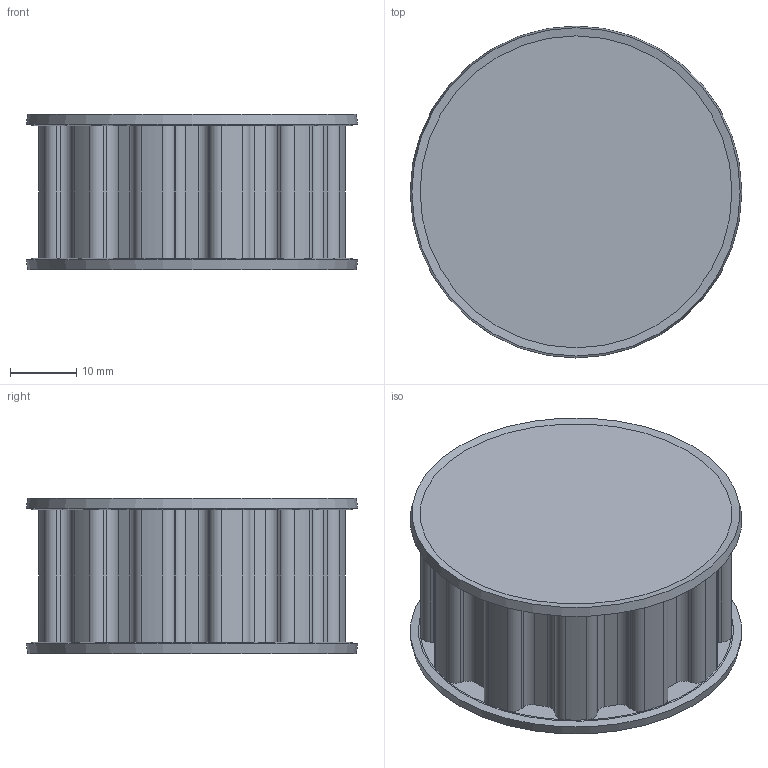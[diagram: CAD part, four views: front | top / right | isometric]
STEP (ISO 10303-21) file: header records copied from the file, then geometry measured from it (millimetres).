
FILE_DESCRIPTION( ('This file contains a STEP AP42 implementation' ,'as created by ZW3D STEP Interface translator.' ,'') ,'2;1' );
FILE_NAME( '肮祭々湍謫11.ipt.stp' ,'251027.114733', (''), ('ZWCAD Software Co.'), 'Version 1.0', 'ZW3D to STEP translator', '' );
FILE_SCHEMA(('AUTOMOTIVE_DESIGN { 1 0 10303 214 1 1 1 1 }'));
Length unit declared in the file: millimetre
Products named in the file (1): 0
Bounding box: 50.14 x 50.14 x 23.44 mm (x, y, z)
Volume: 36943.7 mm3; surface area: 8755.5 mm2
Topology: 1 solids, 1 shells, 130 faces, 332 edges, 204 vertices
Faces by surface type: plane 62, cylinder 60, cone 6, torus 2
Entity records: 4088 total; most frequent: DIRECTION 752, CARTESIAN_POINT 667, ORIENTED_EDGE 664, EDGE_CURVE 332, AXIS2_PLACEMENT_3D 289, VERTEX_POINT 204, VECTOR 174, LINE 174
